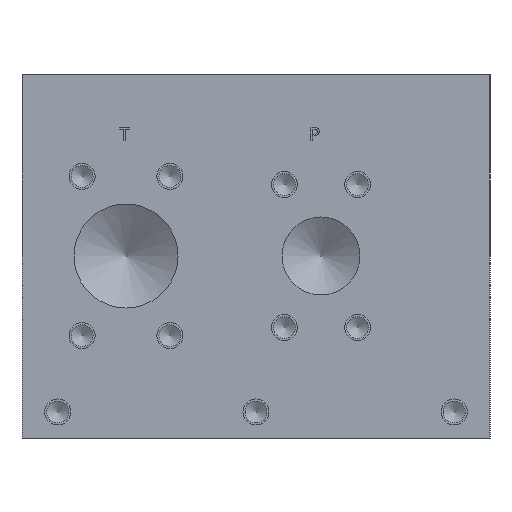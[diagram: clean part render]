
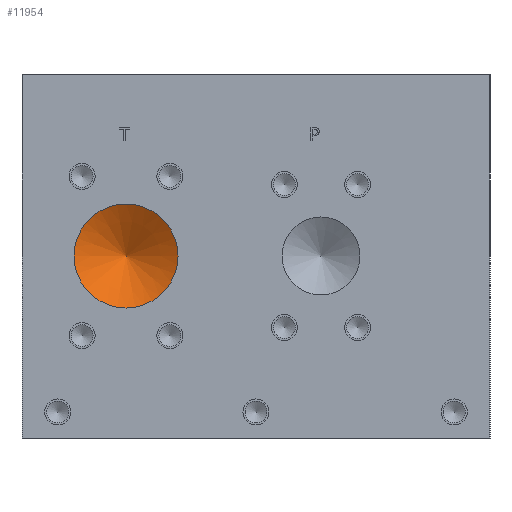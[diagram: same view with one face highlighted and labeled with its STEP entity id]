
A CAD part, left-side view. The second image highlights one B-rep face of the part: STEP entity #11954.
In plain terms, the highlighted conical face has half-angle 60 degrees and reference radius 12.7 mm.
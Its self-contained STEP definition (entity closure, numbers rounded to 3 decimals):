
#147=CONICAL_SURFACE('',#12716,12.7,1.047);
#408=CIRCLE('',#12717,25.4);
#409=CIRCLE('',#12718,25.4);
#1535=FACE_OUTER_BOUND('',#2263,.T.);
#2263=EDGE_LOOP('',(#10276,#10277,#10278,#10279));
#3385=LINE('',#20237,#4465);
#4465=VECTOR('',#15276,12.7);
#5560=VERTEX_POINT('',#20233);
#5561=VERTEX_POINT('',#20234);
#5562=VERTEX_POINT('',#20236);
#7177=EDGE_CURVE('',#5560,#5561,#408,.T.);
#7178=EDGE_CURVE('',#5561,#5562,#3385,.T.);
#7179=EDGE_CURVE('',#5561,#5560,#409,.T.);
#10276=ORIENTED_EDGE('',*,*,#7177,.T.);
#10277=ORIENTED_EDGE('',*,*,#7178,.T.);
#10278=ORIENTED_EDGE('',*,*,#7178,.F.);
#10279=ORIENTED_EDGE('',*,*,#7179,.T.);
#11954=ADVANCED_FACE('',(#1535),#147,.F.);
#12716=AXIS2_PLACEMENT_3D('',#20232,#15272,#15273);
#12717=AXIS2_PLACEMENT_3D('',#20235,#15274,#15275);
#12718=AXIS2_PLACEMENT_3D('',#20238,#15277,#15278);
#15272=DIRECTION('center_axis',(-1.,0.,0.));
#15273=DIRECTION('ref_axis',(0.,1.,0.));
#15274=DIRECTION('center_axis',(-1.,0.,0.));
#15275=DIRECTION('ref_axis',(0.,1.,0.));
#15276=DIRECTION('',(0.5,0.866,0.));
#15277=DIRECTION('center_axis',(-1.,0.,0.));
#15278=DIRECTION('ref_axis',(0.,1.,0.));
#20232=CARTESIAN_POINT('Origin',(21.997,177.8,88.9));
#20233=CARTESIAN_POINT('',(14.665,203.2,88.9));
#20234=CARTESIAN_POINT('',(14.665,152.4,88.9));
#20235=CARTESIAN_POINT('Origin',(14.665,177.8,88.9));
#20236=CARTESIAN_POINT('',(29.329,177.8,88.9));
#20237=CARTESIAN_POINT('',(21.997,165.1,88.9));
#20238=CARTESIAN_POINT('Origin',(14.665,177.8,88.9));
